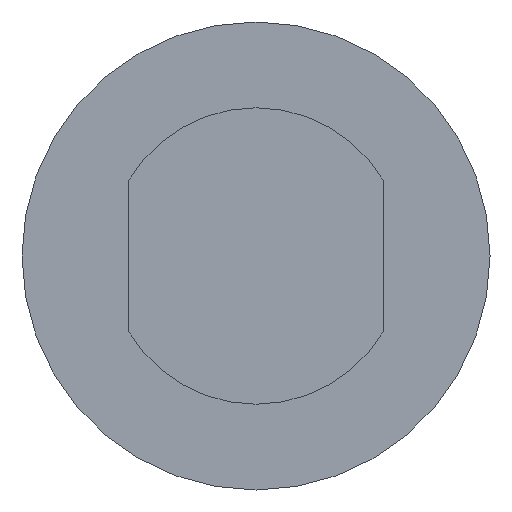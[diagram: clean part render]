
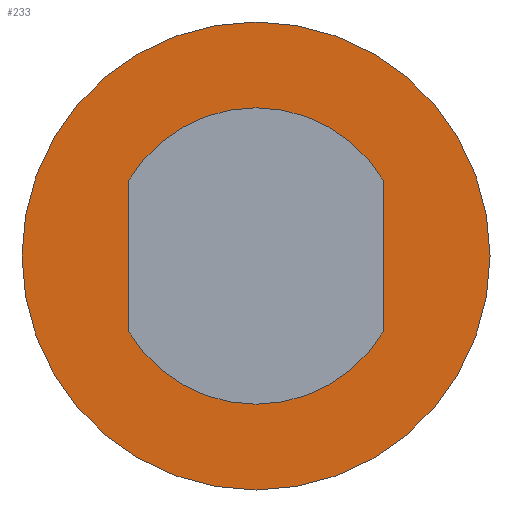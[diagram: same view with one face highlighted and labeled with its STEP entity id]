
A CAD part, front view. The second image highlights one B-rep face of the part: STEP entity #233.
In plain terms, the highlighted planar face has unit normal (0, -1, 0).
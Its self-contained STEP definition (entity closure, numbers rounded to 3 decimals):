
#4 = CARTESIAN_POINT ( 'NONE',  ( -4.1, 4., 2.398 ) ) ;
#13 = CARTESIAN_POINT ( 'NONE',  ( 0., 4., 0. ) ) ;
#21 = VERTEX_POINT ( 'NONE', #47 ) ;
#27 = AXIS2_PLACEMENT_3D ( 'NONE', #205, #463, #243 ) ;
#37 = DIRECTION ( 'NONE',  ( 0., 0., 1. ) ) ;
#46 = LINE ( 'NONE', #4, #420 ) ;
#47 = CARTESIAN_POINT ( 'NONE',  ( 4.1, 4., 2.398 ) ) ;
#50 = CARTESIAN_POINT ( 'NONE',  ( -4.1, 4., -2.398 ) ) ;
#51 = DIRECTION ( 'NONE',  ( 0., 0., 1. ) ) ;
#54 = DIRECTION ( 'NONE',  ( 0., 1., 0. ) ) ;
#62 = CIRCLE ( 'NONE', #316, 4.75 ) ;
#77 = ORIENTED_EDGE ( 'NONE', *, *, #178, .T. ) ;
#78 = ORIENTED_EDGE ( 'NONE', *, *, #292, .T. ) ;
#84 = CIRCLE ( 'NONE', #390, 7.5 ) ;
#94 = CARTESIAN_POINT ( 'NONE',  ( 0., 4., 7.5 ) ) ;
#95 = CARTESIAN_POINT ( 'NONE',  ( 0., 4., -7.5 ) ) ;
#108 = VERTEX_POINT ( 'NONE', #337 ) ;
#120 = EDGE_CURVE ( 'NONE', #341, #308, #84, .T. ) ;
#124 = DIRECTION ( 'NONE',  ( 0., 0., 1. ) ) ;
#126 = CARTESIAN_POINT ( 'NONE',  ( 4.1, 4., -2.398 ) ) ;
#135 = CARTESIAN_POINT ( 'NONE',  ( 0., 4., 0. ) ) ;
#138 = AXIS2_PLACEMENT_3D ( 'NONE', #286, #54, #324 ) ;
#141 = ORIENTED_EDGE ( 'NONE', *, *, #227, .T. ) ;
#151 = CARTESIAN_POINT ( 'NONE',  ( 0., 4., 0. ) ) ;
#154 = VERTEX_POINT ( 'NONE', #354 ) ;
#162 = VECTOR ( 'NONE', #242, 1000. ) ;
#164 = VERTEX_POINT ( 'NONE', #126 ) ;
#172 = DIRECTION ( 'NONE',  ( 0., 0., 1. ) ) ;
#178 = EDGE_CURVE ( 'NONE', #349, #108, #46, .T. ) ;
#181 = CIRCLE ( 'NONE', #336, 4.75 ) ;
#194 = EDGE_LOOP ( 'NONE', ( #367, #141, #78, #77, #256 ) ) ;
#205 = CARTESIAN_POINT ( 'NONE',  ( 0., 4., 0. ) ) ;
#209 = DIRECTION ( 'NONE',  ( 0., 0., 1. ) ) ;
#220 = EDGE_CURVE ( 'NONE', #308, #341, #384, .T. ) ;
#227 = EDGE_CURVE ( 'NONE', #164, #154, #62, .T. ) ;
#233 = ADVANCED_FACE ( 'NONE', ( #239, #281 ), #350, .F. ) ;
#239 = FACE_OUTER_BOUND ( 'NONE', #423, .T. ) ;
#242 = DIRECTION ( 'NONE',  ( 0., 0., -1. ) ) ;
#243 = DIRECTION ( 'NONE',  ( 0., 0., 1. ) ) ;
#256 = ORIENTED_EDGE ( 'NONE', *, *, #328, .T. ) ;
#281 = FACE_BOUND ( 'NONE', #194, .T. ) ;
#284 = DIRECTION ( 'NONE',  ( 0., 1., 0. ) ) ;
#286 = CARTESIAN_POINT ( 'NONE',  ( 0., 4., 0. ) ) ;
#292 = EDGE_CURVE ( 'NONE', #154, #349, #181, .T. ) ;
#302 = EDGE_CURVE ( 'NONE', #21, #164, #441, .T. ) ;
#308 = VERTEX_POINT ( 'NONE', #94 ) ;
#316 = AXIS2_PLACEMENT_3D ( 'NONE', #135, #402, #172 ) ;
#324 = DIRECTION ( 'NONE',  ( 0., 0., 1. ) ) ;
#328 = EDGE_CURVE ( 'NONE', #108, #21, #393, .T. ) ;
#336 = AXIS2_PLACEMENT_3D ( 'NONE', #13, #284, #51 ) ;
#337 = CARTESIAN_POINT ( 'NONE',  ( -4.1, 4., 2.398 ) ) ;
#341 = VERTEX_POINT ( 'NONE', #95 ) ;
#349 = VERTEX_POINT ( 'NONE', #50 ) ;
#350 = PLANE ( 'NONE',  #464 ) ;
#351 = DIRECTION ( 'NONE',  ( 0., 1., 0. ) ) ;
#354 = CARTESIAN_POINT ( 'NONE',  ( 0., 4., -4.75 ) ) ;
#362 = CARTESIAN_POINT ( 'NONE',  ( 0., 4., 0. ) ) ;
#367 = ORIENTED_EDGE ( 'NONE', *, *, #302, .T. ) ;
#384 = CIRCLE ( 'NONE', #138, 7.5 ) ;
#390 = AXIS2_PLACEMENT_3D ( 'NONE', #151, #351, #124 ) ;
#393 = CIRCLE ( 'NONE', #27, 4.75 ) ;
#402 = DIRECTION ( 'NONE',  ( 0., 1., 0. ) ) ;
#409 = ORIENTED_EDGE ( 'NONE', *, *, #220, .F. ) ;
#420 = VECTOR ( 'NONE', #37, 1000. ) ;
#423 = EDGE_LOOP ( 'NONE', ( #437, #409 ) ) ;
#435 = DIRECTION ( 'NONE',  ( 0., 1., 0. ) ) ;
#437 = ORIENTED_EDGE ( 'NONE', *, *, #120, .F. ) ;
#441 = LINE ( 'NONE', #461, #162 ) ;
#461 = CARTESIAN_POINT ( 'NONE',  ( 4.1, 4., 2.398 ) ) ;
#463 = DIRECTION ( 'NONE',  ( 0., 1., 0. ) ) ;
#464 = AXIS2_PLACEMENT_3D ( 'NONE', #362, #435, #209 ) ;
